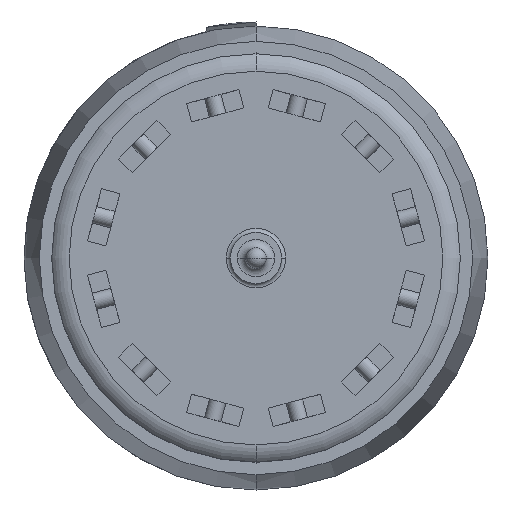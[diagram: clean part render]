
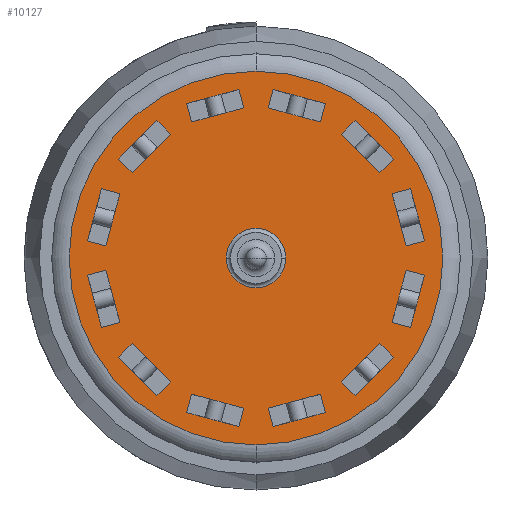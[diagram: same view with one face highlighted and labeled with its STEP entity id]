
A CAD part, front view. The second image highlights one B-rep face of the part: STEP entity #10127.
In plain terms, the highlighted planar face has unit normal (0, -1, 0).
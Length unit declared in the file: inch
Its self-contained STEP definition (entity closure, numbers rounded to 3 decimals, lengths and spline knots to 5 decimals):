
#10078=CARTESIAN_POINT('',(0.,-0.329,0.));
#10079=DIRECTION('',(0.,-1.,0.));
#10080=DIRECTION('',(0.,0.,1.));
#10081=AXIS2_PLACEMENT_3D('',#10078,#10079,#10080);
#10093=CARTESIAN_POINT('',(0.,-0.329,0.));
#10094=DIRECTION('',(0.,-1.,0.));
#10095=DIRECTION('',(0.,0.,-1.));
#10096=AXIS2_PLACEMENT_3D('',#10093,#10094,#10095);
#10108=CARTESIAN_POINT('',(0.,-0.329,0.22636));
#10109=CARTESIAN_POINT('',(0.,-0.329,-0.22636));
#10110=VERTEX_POINT('',#10108);
#10111=VERTEX_POINT('',#10109);
#10116=CARTESIAN_POINT('',(0.,-0.329,0.));
#10117=DIRECTION('',(0.,1.,0.));
#10118=DIRECTION('',(0.,0.,-1.));
#10119=AXIS2_PLACEMENT_3D('',#10116,#10117,#10118);
#10120=PLANE('',#10119);
#10122=ORIENTED_EDGE('',*,*,#10121,.F.);
#10124=ORIENTED_EDGE('',*,*,#10123,.F.);
#10125=EDGE_LOOP('',(#10122,#10124));
#10126=FACE_OUTER_BOUND('',#10125,.F.);
#10127=ADVANCED_FACE('',(#10126),#10120,.F.);
#10082=CIRCLE('',#10081,0.22636);
#10097=CIRCLE('',#10096,0.22636);
#10121=EDGE_CURVE('',#10110,#10111,#10082,.T.);
#10123=EDGE_CURVE('',#10111,#10110,#10097,.T.);
